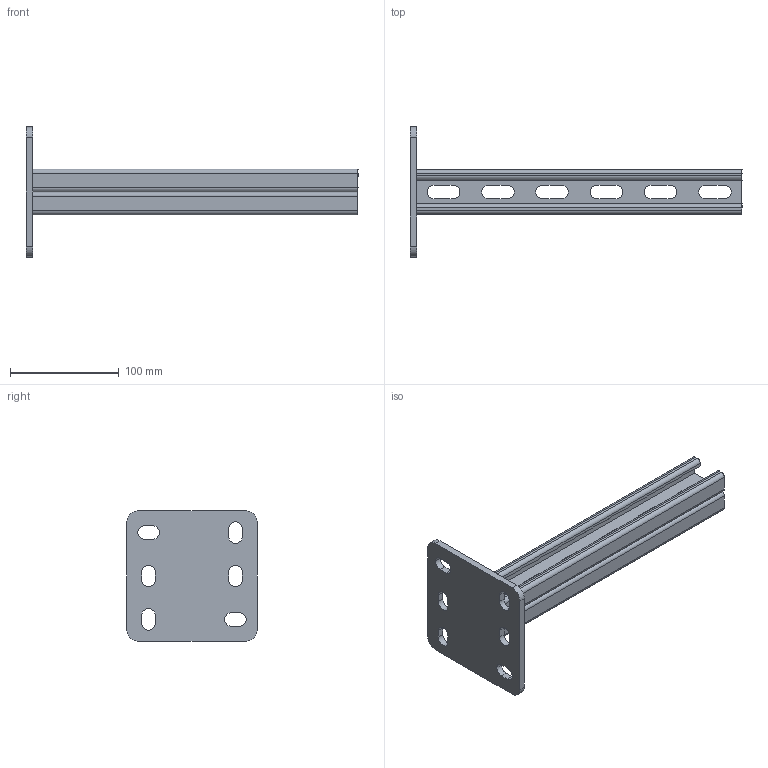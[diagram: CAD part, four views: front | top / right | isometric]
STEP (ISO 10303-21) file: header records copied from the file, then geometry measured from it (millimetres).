
FILE_DESCRIPTION (( 'STEP AP203' ), '1' );
FILE_NAME ('Êðîíøòåéí ïîòîëî÷íûé äâîéíîé_h21-300.step', '2022-01-27T07:48:46', ( '' ), ( '' ), 'SwSTEP 2.0', 'SolidWorks 2017', '' );
FILE_SCHEMA (( 'CONFIG_CONTROL_DESIGN' ));
Length unit declared in the file: millimetre
Products named in the file (3): Ïÿòêà ïîòîëî÷êàÿ; STRUT-镳铘桦黖h21-300; Êðîíøòåéí ïîòîëî÷íûé äâîéíîé_h21-300
Assembly tree (3 placements, depth 2):
  Êðîíøòåéí ïîòîëî÷íûé äâîéíîé_h21-300
    Ïÿòêà ïîòîëî÷êàÿ
    STRUT-镳铘桦黖h21-300  x2
Bounding box: 306 x 120 x 120 mm (x, y, z)
Volume: 207707.2 mm3; surface area: 143763.4 mm2
Topology: 3 solids, 3 shells, 1090 faces, 3250 edges, 2166 vertices
Faces by surface type: plane 1036, cylinder 54
Entity records: 18939 total; most frequent: CARTESIAN_POINT 3362, ORIENTED_EDGE 3352, DIRECTION 2886, EDGE_CURVE 1676, LINE 1604, VECTOR 1604, VERTEX_POINT 1117, AXIS2_PLACEMENT_3D 641
